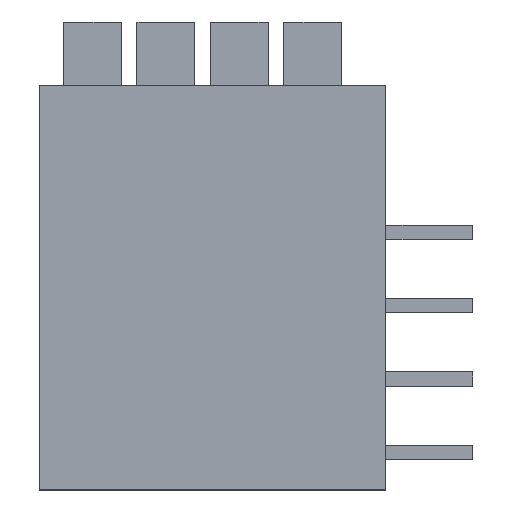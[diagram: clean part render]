
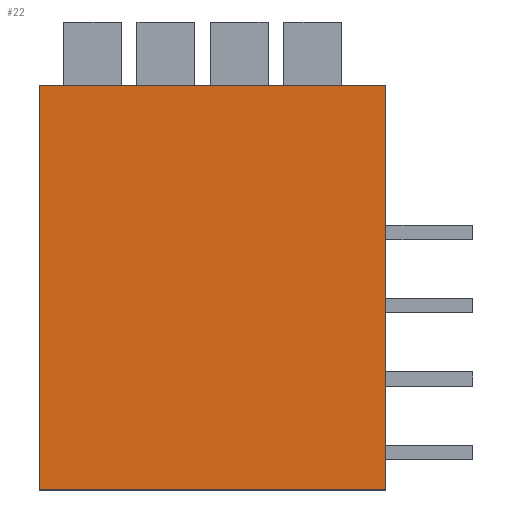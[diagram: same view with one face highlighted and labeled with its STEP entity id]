
A CAD part, left-side view. The second image highlights one B-rep face of the part: STEP entity #22.
In plain terms, the highlighted planar face has unit normal (-1, 0, 0).
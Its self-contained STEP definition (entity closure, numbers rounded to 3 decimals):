
#22 = ADVANCED_FACE ( 'NONE', ( #15769 ), #2921, .T. ) ;
#564 = CARTESIAN_POINT ( 'NONE',  ( -2.54, 6., -7. ) ) ;
#565 = CARTESIAN_POINT ( 'NONE',  ( -2.54, 6., 7. ) ) ;
#573 = CARTESIAN_POINT ( 'NONE',  ( -2.54, -6., -7. ) ) ;
#590 = CARTESIAN_POINT ( 'NONE',  ( -2.54, -6., 7. ) ) ;
#2237 = VERTEX_POINT ( 'NONE', #564 ) ;
#2238 = VERTEX_POINT ( 'NONE', #565 ) ;
#2246 = VERTEX_POINT ( 'NONE', #573 ) ;
#2263 = VERTEX_POINT ( 'NONE', #590 ) ;
#2714 = EDGE_LOOP ( 'NONE', ( #6068, #6069, #6070, #6067 ) ) ;
#2921 = PLANE ( 'NONE',  #3769 ) ;
#2922 = CARTESIAN_POINT ( 'NONE',  ( -2.54, -14.484, 0. ) ) ;
#2923 = DIRECTION ( 'NONE',  ( -1., 0., 0. ) ) ;
#2924 = DIRECTION ( 'NONE',  ( 0., 0., 1. ) ) ;
#3769 = AXIS2_PLACEMENT_3D ( 'NONE', #2922, #2923, #2924 ) ;
#6067 = ORIENTED_EDGE ( 'NONE', *, *, #7489, .F. ) ;
#6068 = ORIENTED_EDGE ( 'NONE', *, *, #7512, .T. ) ;
#6069 = ORIENTED_EDGE ( 'NONE', *, *, #7508, .T. ) ;
#6070 = ORIENTED_EDGE ( 'NONE', *, *, #7475, .F. ) ;
#7475 = EDGE_CURVE ( 'NONE', #2237, #2238, #11793, .T. ) ;
#7489 = EDGE_CURVE ( 'NONE', #2246, #2237, #11835, .T. ) ;
#7508 = EDGE_CURVE ( 'NONE', #2263, #2238, #11892, .T. ) ;
#7512 = EDGE_CURVE ( 'NONE', #2246, #2263, #11904, .T. ) ;
#11793 = LINE ( 'NONE', #11794, #12407 ) ;
#11794 = CARTESIAN_POINT ( 'NONE',  ( -2.54, 6., 0. ) ) ;
#11795 = DIRECTION ( 'NONE',  ( 0., 0., 1. ) ) ;
#11835 = LINE ( 'NONE', #11836, #12421 ) ;
#11836 = CARTESIAN_POINT ( 'NONE',  ( -2.54, -14.484, -7. ) ) ;
#11837 = DIRECTION ( 'NONE',  ( 0., 1., 0. ) ) ;
#11892 = LINE ( 'NONE', #11893, #12446 ) ;
#11893 = CARTESIAN_POINT ( 'NONE',  ( -2.54, -14.484, 7. ) ) ;
#11894 = DIRECTION ( 'NONE',  ( 0., 1., 0. ) ) ;
#11904 = LINE ( 'NONE', #11905, #12456 ) ;
#11905 = CARTESIAN_POINT ( 'NONE',  ( -2.54, -6., 0. ) ) ;
#11906 = DIRECTION ( 'NONE',  ( 0., 0., 1. ) ) ;
#12407 = VECTOR ( 'NONE', #11795, 1000. ) ;
#12421 = VECTOR ( 'NONE', #11837, 1000. ) ;
#12446 = VECTOR ( 'NONE', #11894, 1000. ) ;
#12456 = VECTOR ( 'NONE', #11906, 1000. ) ;
#15769 = FACE_OUTER_BOUND ( 'NONE', #2714, .T. ) ;
